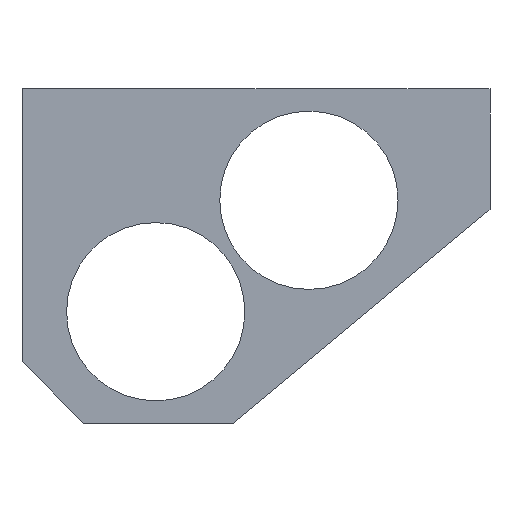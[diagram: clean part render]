
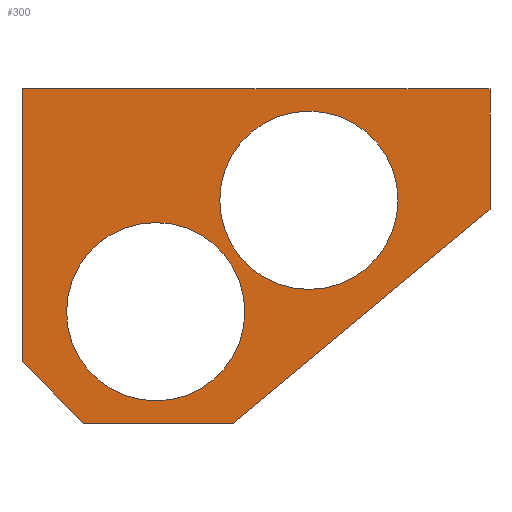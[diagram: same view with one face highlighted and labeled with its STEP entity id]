
A CAD part, front view. The second image highlights one B-rep face of the part: STEP entity #300.
In plain terms, the highlighted planar face has unit normal (0, -1, 0).
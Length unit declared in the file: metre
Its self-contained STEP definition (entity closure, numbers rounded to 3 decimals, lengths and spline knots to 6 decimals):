
#40=LINE('',#500,#64);
#42=LINE('',#504,#66);
#44=LINE('',#508,#68);
#46=LINE('',#512,#70);
#47=LINE('',#514,#71);
#48=LINE('',#515,#72);
#64=VECTOR('',#389,1.);
#66=VECTOR('',#393,1.);
#68=VECTOR('',#397,1.);
#70=VECTOR('',#401,1.);
#71=VECTOR('',#402,1.);
#72=VECTOR('',#403,1.);
#108=ORIENTED_EDGE('',*,*,#178,.F.);
#109=ORIENTED_EDGE('',*,*,#179,.T.);
#110=ORIENTED_EDGE('',*,*,#176,.F.);
#111=ORIENTED_EDGE('',*,*,#174,.T.);
#112=ORIENTED_EDGE('',*,*,#180,.F.);
#113=ORIENTED_EDGE('',*,*,#172,.T.);
#114=ORIENTED_EDGE('',*,*,#181,.F.);
#115=ORIENTED_EDGE('',*,*,#182,.F.);
#172=EDGE_CURVE('',#206,#207,#40,.T.);
#174=EDGE_CURVE('',#209,#208,#42,.F.);
#176=EDGE_CURVE('',#209,#210,#44,.T.);
#178=EDGE_CURVE('',#211,#207,#46,.T.);
#179=EDGE_CURVE('',#211,#210,#47,.T.);
#180=EDGE_CURVE('',#206,#208,#48,.T.);
#181=EDGE_CURVE('',#212,#212,#224,.T.);
#182=EDGE_CURVE('',#213,#213,#225,.T.);
#206=VERTEX_POINT('',#495);
#207=VERTEX_POINT('',#499);
#208=VERTEX_POINT('',#503);
#209=VERTEX_POINT('',#505);
#210=VERTEX_POINT('',#509);
#211=VERTEX_POINT('',#513);
#212=VERTEX_POINT('',#517);
#213=VERTEX_POINT('',#519);
#224=CIRCLE('',#338,0.008);
#225=CIRCLE('',#339,0.008);
#238=EDGE_LOOP('',(#108,#109,#110,#111,#112,#113));
#239=EDGE_LOOP('',(#114));
#240=EDGE_LOOP('',(#115));
#266=FACE_BOUND('',#238,.T.);
#267=FACE_BOUND('',#239,.T.);
#268=FACE_BOUND('',#240,.T.);
#292=PLANE('',#337);
#300=ADVANCED_FACE('',(#266,#267,#268),#292,.T.);
#337=AXIS2_PLACEMENT_3D('',#511,#399,#400);
#338=AXIS2_PLACEMENT_3D('',#516,#404,#405);
#339=AXIS2_PLACEMENT_3D('',#518,#406,#407);
#389=DIRECTION('',(-1.,0.,0.));
#393=DIRECTION('',(-0.768,0.,-0.64));
#397=DIRECTION('',(-1.,0.,0.));
#399=DIRECTION('',(0.,-1.,0.));
#400=DIRECTION('',(1.,0.,0.));
#401=DIRECTION('',(0.,0.,1.));
#402=DIRECTION('',(0.707,0.,-0.707));
#403=DIRECTION('',(0.,0.,-1.));
#404=DIRECTION('',(0.,-1.,0.));
#405=DIRECTION('',(0.,0.,-1.));
#406=DIRECTION('',(0.,-1.,0.));
#407=DIRECTION('',(0.,0.,-1.));
#495=CARTESIAN_POINT('',(0.02,-0.0025,0.015));
#499=CARTESIAN_POINT('',(-0.022,-0.0025,0.015));
#500=CARTESIAN_POINT('',(0.,-0.0025,0.015));
#503=CARTESIAN_POINT('',(0.02,-0.0025,0.004167));
#504=CARTESIAN_POINT('',(0.006148,-0.0025,-0.007377));
#505=CARTESIAN_POINT('',(-0.003,-0.0025,-0.015));
#508=CARTESIAN_POINT('',(0.,-0.0025,-0.015));
#509=CARTESIAN_POINT('',(-0.0165,-0.0025,-0.015));
#511=CARTESIAN_POINT('',(0.,-0.0025,0.));
#512=CARTESIAN_POINT('',(-0.022,-0.0025,0.));
#513=CARTESIAN_POINT('',(-0.022,-0.0025,-0.0095));
#514=CARTESIAN_POINT('',(-0.01575,-0.0025,-0.01575));
#515=CARTESIAN_POINT('',(0.02,-0.0025,0.));
#516=CARTESIAN_POINT('',(0.003748,-0.0025,0.005));
#517=CARTESIAN_POINT('',(0.003748,-0.0025,-0.003));
#518=CARTESIAN_POINT('',(-0.01,-0.0025,-0.005));
#519=CARTESIAN_POINT('',(-0.01,-0.0025,-0.013));
